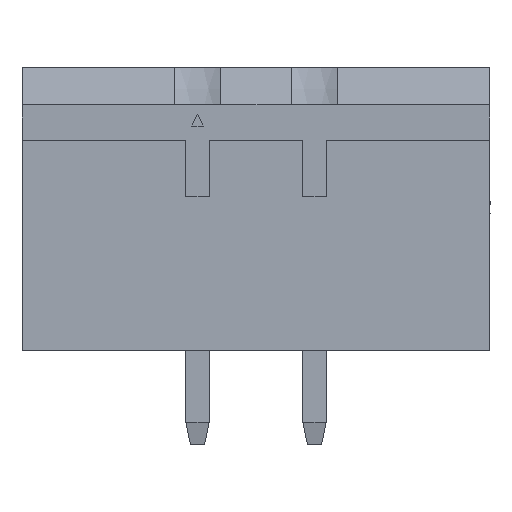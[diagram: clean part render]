
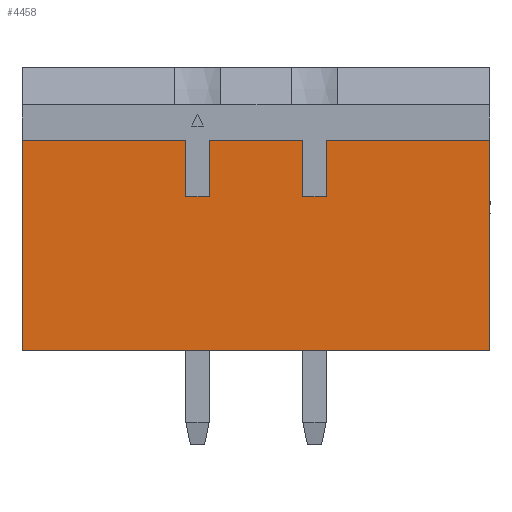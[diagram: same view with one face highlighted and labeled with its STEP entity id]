
A CAD part, top view. The second image highlights one B-rep face of the part: STEP entity #4458.
In plain terms, the highlighted planar face has unit normal (0, 0, 1).
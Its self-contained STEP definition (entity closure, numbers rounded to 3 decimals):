
#197 = LINE ( 'NONE', #18863, #6805 ) ;
#1601 = DIRECTION ( 'NONE',  ( 0., -1., 0. ) ) ;
#1701 = EDGE_LOOP ( 'NONE', ( #20985, #8193, #2477, #26066, #5582, #16297, #20872, #22025, #28521, #9455, #26803, #4949 ) ) ;
#2226 = DIRECTION ( 'NONE',  ( -1., 0., 0. ) ) ;
#2477 = ORIENTED_EDGE ( 'NONE', *, *, #4211, .T. ) ;
#2670 = LINE ( 'NONE', #23078, #15870 ) ;
#2813 = EDGE_CURVE ( 'NONE', #27336, #8353, #8191, .T. ) ;
#3616 = CARTESIAN_POINT ( 'NONE',  ( 11.4, 0., 7.8 ) ) ;
#4044 = EDGE_CURVE ( 'NONE', #13401, #15454, #7814, .T. ) ;
#4195 = VECTOR ( 'NONE', #2226, 1000. ) ;
#4211 = EDGE_CURVE ( 'NONE', #8353, #25524, #2670, .T. ) ;
#4458 = ADVANCED_FACE ( 'NONE', ( #12076 ), #14143, .T. ) ;
#4652 = EDGE_CURVE ( 'NONE', #11642, #8199, #18671, .T. ) ;
#4715 = DIRECTION ( 'NONE',  ( 0., 1., 0. ) ) ;
#4949 = ORIENTED_EDGE ( 'NONE', *, *, #9181, .F. ) ;
#5582 = ORIENTED_EDGE ( 'NONE', *, *, #9676, .F. ) ;
#5596 = CARTESIAN_POINT ( 'NONE',  ( 11.4, 9., 7.8 ) ) ;
#5829 = EDGE_CURVE ( 'NONE', #25524, #23209, #23080, .T. ) ;
#6805 = VECTOR ( 'NONE', #7175, 1000. ) ;
#7175 = DIRECTION ( 'NONE',  ( 0., 1., 0. ) ) ;
#7236 = CARTESIAN_POINT ( 'NONE',  ( 3.7, 9., 7.8 ) ) ;
#7450 = EDGE_CURVE ( 'NONE', #9174, #11642, #24765, .T. ) ;
#7814 = LINE ( 'NONE', #5596, #22910 ) ;
#7830 = CARTESIAN_POINT ( 'NONE',  ( -4.3, 9., 7.8 ) ) ;
#7860 = CARTESIAN_POINT ( 'NONE',  ( 3.7, 6.6, 7.8 ) ) ;
#8191 = LINE ( 'NONE', #21645, #8766 ) ;
#8193 = ORIENTED_EDGE ( 'NONE', *, *, #2813, .T. ) ;
#8199 = VERTEX_POINT ( 'NONE', #18597 ) ;
#8326 = AXIS2_PLACEMENT_3D ( 'NONE', #12233, #25315, #18566 ) ;
#8353 = VERTEX_POINT ( 'NONE', #12022 ) ;
#8559 = CARTESIAN_POINT ( 'NONE',  ( 7.7, 6.6, 7.8 ) ) ;
#8766 = VECTOR ( 'NONE', #26218, 1000. ) ;
#9174 = VERTEX_POINT ( 'NONE', #7236 ) ;
#9181 = EDGE_CURVE ( 'NONE', #22512, #18190, #23874, .T. ) ;
#9218 = LINE ( 'NONE', #13790, #25723 ) ;
#9229 = CARTESIAN_POINT ( 'NONE',  ( 8.7, 6.6, 7.8 ) ) ;
#9455 = ORIENTED_EDGE ( 'NONE', *, *, #4044, .T. ) ;
#9676 = EDGE_CURVE ( 'NONE', #15509, #23209, #24963, .T. ) ;
#11642 = VERTEX_POINT ( 'NONE', #7860 ) ;
#11884 = CARTESIAN_POINT ( 'NONE',  ( 3.7, 6.6, 7.8 ) ) ;
#12022 = CARTESIAN_POINT ( 'NONE',  ( 8.7, 9., 7.8 ) ) ;
#12076 = FACE_OUTER_BOUND ( 'NONE', #1701, .T. ) ;
#12233 = CARTESIAN_POINT ( 'NONE',  ( 11.4, 9., 7.8 ) ) ;
#13401 = VERTEX_POINT ( 'NONE', #26072 ) ;
#13790 = CARTESIAN_POINT ( 'NONE',  ( 11.4, 9., 7.8 ) ) ;
#13801 = VECTOR ( 'NONE', #16282, 1000. ) ;
#14143 = PLANE ( 'NONE',  #8326 ) ;
#14307 = CARTESIAN_POINT ( 'NONE',  ( 15.7, 9., 7.8 ) ) ;
#14966 = LINE ( 'NONE', #26447, #18824 ) ;
#15454 = VERTEX_POINT ( 'NONE', #7830 ) ;
#15509 = VERTEX_POINT ( 'NONE', #20377 ) ;
#15870 = VECTOR ( 'NONE', #18380, 1000. ) ;
#16137 = CARTESIAN_POINT ( 'NONE',  ( 8.7, 6.6, 7.8 ) ) ;
#16282 = DIRECTION ( 'NONE',  ( -1., 0., 0. ) ) ;
#16297 = ORIENTED_EDGE ( 'NONE', *, *, #27848, .T. ) ;
#17177 = EDGE_CURVE ( 'NONE', #22512, #27336, #197, .T. ) ;
#18190 = VERTEX_POINT ( 'NONE', #21428 ) ;
#18214 = CARTESIAN_POINT ( 'NONE',  ( -4.3, -8.907, 7.8 ) ) ;
#18301 = EDGE_CURVE ( 'NONE', #18190, #15454, #24938, .T. ) ;
#18380 = DIRECTION ( 'NONE',  ( 0., -1., 0. ) ) ;
#18566 = DIRECTION ( 'NONE',  ( 1., 0., 0. ) ) ;
#18597 = CARTESIAN_POINT ( 'NONE',  ( 2.7, 6.6, 7.8 ) ) ;
#18671 = LINE ( 'NONE', #11884, #28128 ) ;
#18824 = VECTOR ( 'NONE', #1601, 1000. ) ;
#18863 = CARTESIAN_POINT ( 'NONE',  ( 15.7, -8.907, 7.8 ) ) ;
#19006 = VECTOR ( 'NONE', #25412, 1000. ) ;
#19916 = CARTESIAN_POINT ( 'NONE',  ( 3.7, 9., 7.8 ) ) ;
#20377 = CARTESIAN_POINT ( 'NONE',  ( 7.7, 9., 7.8 ) ) ;
#20872 = ORIENTED_EDGE ( 'NONE', *, *, #7450, .T. ) ;
#20985 = ORIENTED_EDGE ( 'NONE', *, *, #17177, .T. ) ;
#21428 = CARTESIAN_POINT ( 'NONE',  ( -4.3, 0., 7.8 ) ) ;
#21645 = CARTESIAN_POINT ( 'NONE',  ( 11.4, 9., 7.8 ) ) ;
#22025 = ORIENTED_EDGE ( 'NONE', *, *, #4652, .T. ) ;
#22512 = VERTEX_POINT ( 'NONE', #24572 ) ;
#22638 = CARTESIAN_POINT ( 'NONE',  ( 7.7, 9., 7.8 ) ) ;
#22751 = EDGE_CURVE ( 'NONE', #13401, #8199, #14966, .T. ) ;
#22769 = DIRECTION ( 'NONE',  ( -1., 0., 0. ) ) ;
#22910 = VECTOR ( 'NONE', #23038, 1000. ) ;
#23038 = DIRECTION ( 'NONE',  ( -1., 0., 0. ) ) ;
#23078 = CARTESIAN_POINT ( 'NONE',  ( 8.7, 9., 7.8 ) ) ;
#23080 = LINE ( 'NONE', #9229, #4195 ) ;
#23209 = VERTEX_POINT ( 'NONE', #8559 ) ;
#23874 = LINE ( 'NONE', #3616, #13801 ) ;
#24572 = CARTESIAN_POINT ( 'NONE',  ( 15.7, 0., 7.8 ) ) ;
#24765 = LINE ( 'NONE', #19916, #28377 ) ;
#24938 = LINE ( 'NONE', #18214, #25738 ) ;
#24963 = LINE ( 'NONE', #22638, #19006 ) ;
#25315 = DIRECTION ( 'NONE',  ( 0., 0., 1. ) ) ;
#25412 = DIRECTION ( 'NONE',  ( 0., -1., 0. ) ) ;
#25524 = VERTEX_POINT ( 'NONE', #16137 ) ;
#25723 = VECTOR ( 'NONE', #22769, 1000. ) ;
#25738 = VECTOR ( 'NONE', #4715, 1000. ) ;
#26066 = ORIENTED_EDGE ( 'NONE', *, *, #5829, .T. ) ;
#26072 = CARTESIAN_POINT ( 'NONE',  ( 2.7, 9., 7.8 ) ) ;
#26218 = DIRECTION ( 'NONE',  ( -1., 0., 0. ) ) ;
#26447 = CARTESIAN_POINT ( 'NONE',  ( 2.7, 9., 7.8 ) ) ;
#26563 = DIRECTION ( 'NONE',  ( 0., -1., 0. ) ) ;
#26803 = ORIENTED_EDGE ( 'NONE', *, *, #18301, .F. ) ;
#27336 = VERTEX_POINT ( 'NONE', #14307 ) ;
#27806 = DIRECTION ( 'NONE',  ( -1., 0., 0. ) ) ;
#27848 = EDGE_CURVE ( 'NONE', #15509, #9174, #9218, .T. ) ;
#28128 = VECTOR ( 'NONE', #27806, 1000. ) ;
#28377 = VECTOR ( 'NONE', #26563, 1000. ) ;
#28521 = ORIENTED_EDGE ( 'NONE', *, *, #22751, .F. ) ;
